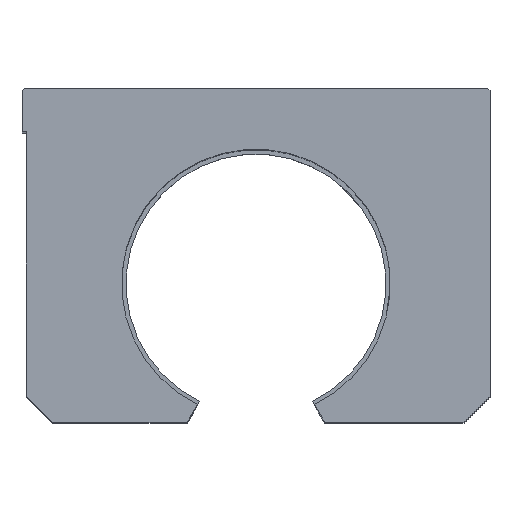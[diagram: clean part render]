
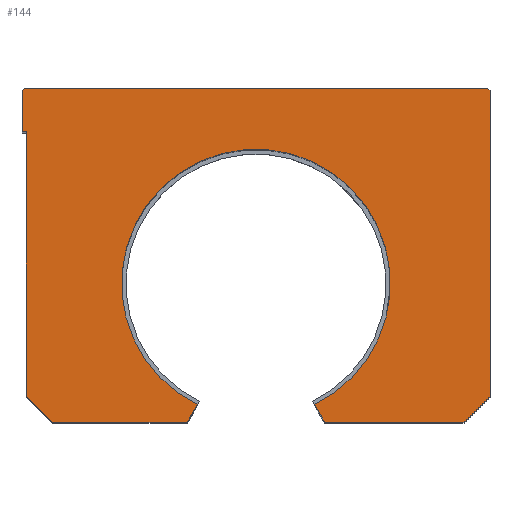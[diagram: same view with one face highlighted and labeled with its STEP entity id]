
A CAD part, top view. The second image highlights one B-rep face of the part: STEP entity #144.
In plain terms, the highlighted planar face has unit normal (0, 0, 1).
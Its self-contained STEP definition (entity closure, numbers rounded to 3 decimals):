
#144 = ADVANCED_FACE( '', ( #333 ), #334, .T. );
#333 = FACE_OUTER_BOUND( '', #554, .T. );
#334 = PLANE( '', #555 );
#554 = EDGE_LOOP( '', ( #917, #918, #919, #920, #921, #922, #923, #924, #925, #926, #927, #928, #929, #930 ) );
#555 = AXIS2_PLACEMENT_3D( '', #931, #932, #933 );
#917 = ORIENTED_EDGE( '', *, *, #1313, .T. );
#918 = ORIENTED_EDGE( '', *, *, #1283, .F. );
#919 = ORIENTED_EDGE( '', *, *, #1311, .T. );
#920 = ORIENTED_EDGE( '', *, *, #1316, .T. );
#921 = ORIENTED_EDGE( '', *, *, #1200, .T. );
#922 = ORIENTED_EDGE( '', *, *, #1249, .T. );
#923 = ORIENTED_EDGE( '', *, *, #1218, .T. );
#924 = ORIENTED_EDGE( '', *, *, #1317, .T. );
#925 = ORIENTED_EDGE( '', *, *, #1318, .T. );
#926 = ORIENTED_EDGE( '', *, *, #1319, .T. );
#927 = ORIENTED_EDGE( '', *, *, #1320, .T. );
#928 = ORIENTED_EDGE( '', *, *, #1253, .T. );
#929 = ORIENTED_EDGE( '', *, *, #1321, .T. );
#930 = ORIENTED_EDGE( '', *, *, #1322, .F. );
#931 = CARTESIAN_POINT( '', ( 0., 0., 176. ) );
#932 = DIRECTION( '', ( 0., 0., 1. ) );
#933 = DIRECTION( '', ( 1., 0., 0. ) );
#1200 = EDGE_CURVE( '', #1419, #1417, #1420, .T. );
#1218 = EDGE_CURVE( '', #1452, #1450, #1453, .T. );
#1249 = EDGE_CURVE( '', #1417, #1452, #1504, .T. );
#1253 = EDGE_CURVE( '', #1511, #1509, #1512, .T. );
#1283 = EDGE_CURVE( '', #1558, #1559, #1560, .T. );
#1311 = EDGE_CURVE( '', #1558, #1599, #1601, .T. );
#1313 = EDGE_CURVE( '', #1603, #1559, #1604, .T. );
#1316 = EDGE_CURVE( '', #1599, #1419, #1607, .T. );
#1317 = EDGE_CURVE( '', #1450, #1608, #1609, .T. );
#1318 = EDGE_CURVE( '', #1608, #1610, #1611, .T. );
#1319 = EDGE_CURVE( '', #1610, #1612, #1613, .T. );
#1320 = EDGE_CURVE( '', #1612, #1511, #1614, .T. );
#1321 = EDGE_CURVE( '', #1509, #1615, #1616, .T. );
#1322 = EDGE_CURVE( '', #1603, #1615, #1617, .T. );
#1417 = VERTEX_POINT( '', #1728 );
#1419 = VERTEX_POINT( '', #1731 );
#1420 = LINE( '', #1732, #1733 );
#1450 = VERTEX_POINT( '', #1769 );
#1452 = VERTEX_POINT( '', #1772 );
#1453 = LINE( '', #1773, #1774 );
#1504 = LINE( '', #1895, #1896 );
#1509 = VERTEX_POINT( '', #1902 );
#1511 = VERTEX_POINT( '', #1905 );
#1512 = LINE( '', #1906, #1907 );
#1558 = VERTEX_POINT( '', #1970 );
#1559 = VERTEX_POINT( '', #1971 );
#1560 = LINE( '', #1972, #1973 );
#1599 = VERTEX_POINT( '', #2083 );
#1601 = LINE( '', #2086, #2087 );
#1603 = VERTEX_POINT( '', #2089 );
#1604 = CIRCLE( '', #2090, 31. );
#1607 = LINE( '', #2094, #2095 );
#1608 = VERTEX_POINT( '', #2096 );
#1609 = LINE( '', #2097, #2098 );
#1610 = VERTEX_POINT( '', #2099 );
#1611 = LINE( '', #2100, #2101 );
#1612 = VERTEX_POINT( '', #2102 );
#1613 = LINE( '', #2103, #2104 );
#1614 = LINE( '', #2105, #2106 );
#1615 = VERTEX_POINT( '', #2107 );
#1616 = LINE( '', #2108, #2109 );
#1617 = LINE( '', #2110, #2111 );
#1728 = CARTESIAN_POINT( '', ( 54., 76.5, 176. ) );
#1731 = CARTESIAN_POINT( '', ( 54., 6., 176. ) );
#1732 = CARTESIAN_POINT( '', ( 54., 6., 176. ) );
#1733 = VECTOR( '', #2287, 1000. );
#1769 = CARTESIAN_POINT( '', ( -53.5, 77., 176. ) );
#1772 = CARTESIAN_POINT( '', ( 53.5, 77., 176. ) );
#1773 = CARTESIAN_POINT( '', ( 53.5, 77., 176. ) );
#1774 = VECTOR( '', #2316, 1000. );
#1895 = CARTESIAN_POINT( '', ( 54., 76.5, 176. ) );
#1896 = VECTOR( '', #2356, 1000. );
#1902 = CARTESIAN_POINT( '', ( -47., 0., 176. ) );
#1905 = CARTESIAN_POINT( '', ( -53., 6., 176. ) );
#1906 = CARTESIAN_POINT( '', ( -53., 6., 176. ) );
#1907 = VECTOR( '', #2359, 1000. );
#1970 = CARTESIAN_POINT( '', ( 15.864, 0., 176. ) );
#1971 = CARTESIAN_POINT( '', ( 13.5, 4.094, 176. ) );
#1972 = CARTESIAN_POINT( '', ( 16.441, -1., 176. ) );
#1973 = VECTOR( '', #2389, 1000. );
#2083 = CARTESIAN_POINT( '', ( 48., 0., 176. ) );
#2086 = CARTESIAN_POINT( '', ( -47., 0., 176. ) );
#2087 = VECTOR( '', #2420, 1000. );
#2089 = CARTESIAN_POINT( '', ( -13.5, 4.094, 176. ) );
#2090 = AXIS2_PLACEMENT_3D( '', #2421, #2422, #2423 );
#2094 = CARTESIAN_POINT( '', ( 48., 0., 176. ) );
#2095 = VECTOR( '', #2425, 1000. );
#2096 = CARTESIAN_POINT( '', ( -54., 76.5, 176. ) );
#2097 = CARTESIAN_POINT( '', ( -53.5, 77., 176. ) );
#2098 = VECTOR( '', #2426, 1000. );
#2099 = CARTESIAN_POINT( '', ( -54., 67., 176. ) );
#2100 = CARTESIAN_POINT( '', ( -54., 76.5, 176. ) );
#2101 = VECTOR( '', #2427, 1000. );
#2102 = CARTESIAN_POINT( '', ( -53., 67., 176. ) );
#2103 = CARTESIAN_POINT( '', ( -54., 67., 176. ) );
#2104 = VECTOR( '', #2428, 1000. );
#2105 = CARTESIAN_POINT( '', ( -53., 67., 176. ) );
#2106 = VECTOR( '', #2429, 1000. );
#2107 = CARTESIAN_POINT( '', ( -15.864, 0., 176. ) );
#2108 = CARTESIAN_POINT( '', ( -47., 0., 176. ) );
#2109 = VECTOR( '', #2430, 1000. );
#2110 = CARTESIAN_POINT( '', ( 0., 27.477, 176. ) );
#2111 = VECTOR( '', #2431, 1000. );
#2287 = DIRECTION( '', ( 0., 1., 0. ) );
#2316 = DIRECTION( '', ( -1., 0., 0. ) );
#2356 = DIRECTION( '', ( -0.707, 0.707, 0. ) );
#2359 = DIRECTION( '', ( 0.707, -0.707, 0. ) );
#2389 = DIRECTION( '', ( -0.5, 0.866, 0. ) );
#2420 = DIRECTION( '', ( 1., 0., 0. ) );
#2421 = CARTESIAN_POINT( '', ( 0., 32., 176. ) );
#2422 = DIRECTION( '', ( 0., 0., -1. ) );
#2423 = DIRECTION( '', ( -1., 0., 0. ) );
#2425 = DIRECTION( '', ( 0.707, 0.707, 0. ) );
#2426 = DIRECTION( '', ( -0.707, -0.707, 0. ) );
#2427 = DIRECTION( '', ( 0., -1., 0. ) );
#2428 = DIRECTION( '', ( 1., 0., 0. ) );
#2429 = DIRECTION( '', ( 0., -1., 0. ) );
#2430 = DIRECTION( '', ( 1., 0., 0. ) );
#2431 = DIRECTION( '', ( -0.5, -0.866, 0. ) );
